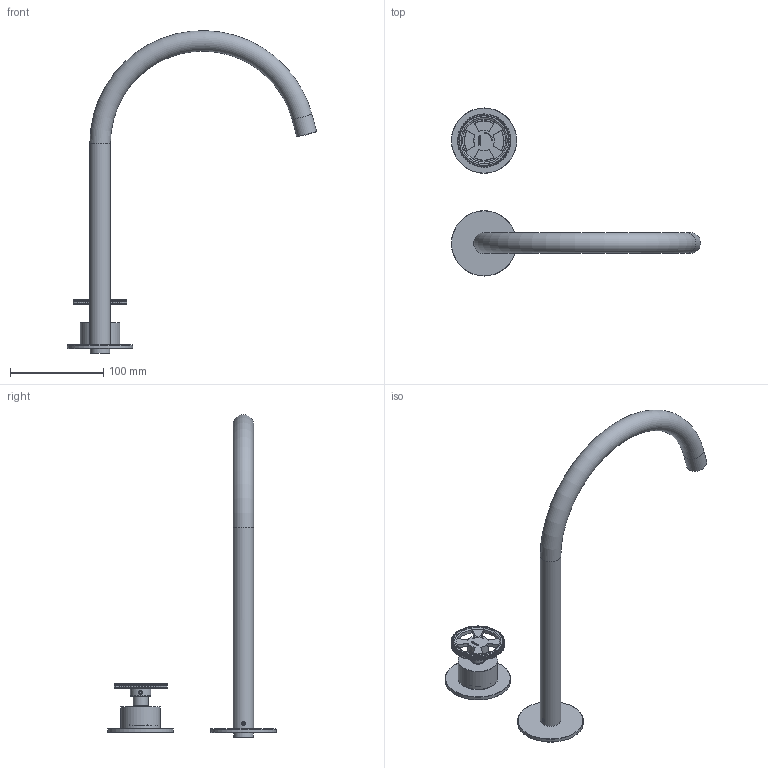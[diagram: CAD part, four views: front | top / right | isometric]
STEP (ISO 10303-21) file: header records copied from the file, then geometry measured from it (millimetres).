
FILE_DESCRIPTION(/* description */ ('Unknown'),/* implementation_level */ '2;1');
FILE_NAME(/* name */ 'CW023H-00',/* time_stamp */ '2022-10-19T17:32:23+02:00',/* author */ ('Unknown'),/* organization */ ('Unknown'),/* preprocessor_version */ 'ST-DEVELOPER v16.7',/* originating_system */ 'DEX',/* authorisation */ $);
FILE_SCHEMA (('AUTOMOTIVE_DESIGN {1 0 10303 214 3 1 1}'));
Length unit declared in the file: millimetre
Products named in the file (13): CW023H-00; CW023-002_oa_0; CW023-02; CB023-006; CB004-11; CB023-10; CB004-005; CW003-08; CW023-01; CW023-03; CW003-01; CW003-07; CW003-02
Assembly tree (12 placements, depth 3):
  CW023H-00
    CW023-002_oa_0
      CW023-02
    CB023-006
      CB004-11
      CB023-10
    CB004-005
    CW003-08
    CW023-01
    CW023-03
    CW003-01
    CW003-07
    CW003-02
Bounding box: 266.82 x 180 x 345.56 mm (x, y, z)
Volume: 109901.8 mm3; surface area: 108153.7 mm2
Topology: 10 solids, 214 shells, 2510 faces, 5281 edges, 3230 vertices
Faces by surface type: cylinder 777, bspline 744, plane 654, torus 295, cone 39, sphere 1
Full cylindrical faces by diameter (mm): 0.75 x204, 3.242 x1, 4 x2, 4.2 x1, 5 x1, 7.3 x1, 10.9 x1, 11.3 x1, 11.5 x1, 12.5 x1, 13.8 x1, 14 x6, 14.2 x1, 15 x2, 15.5 x1, 16 x2, 17 x2, 17.4 x1, 18 x3, 18.1 x1, 18.4 x1, 18.6 x1, 18.75 x1, 20 x1, 21 x1, 22 x3, 22.2 x1, 25 x1, 34 x1, 36.917 x1
Entity records: 86870 total; most frequent: CARTESIAN_POINT 23241, ORIENTED_EDGE 9546, DIRECTION 9019, EDGE_CURVE 4773, AXIS2_PLACEMENT_3D 4017, VERTEX_POINT 3043, FACE_BOUND 2884, EDGE_LOOP 2881
